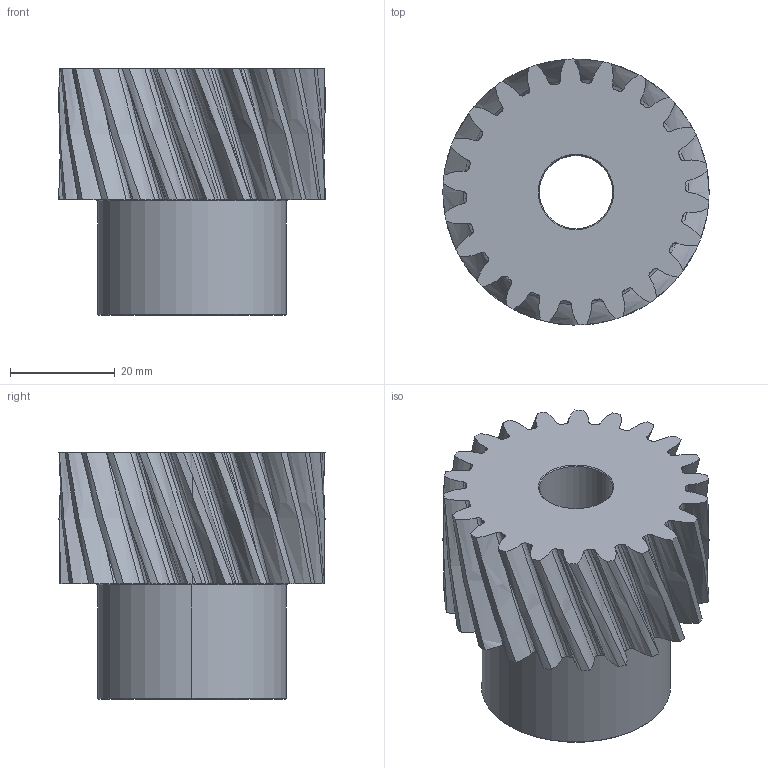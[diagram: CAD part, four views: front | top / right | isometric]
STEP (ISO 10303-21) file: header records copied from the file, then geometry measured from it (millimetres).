
FILE_DESCRIPTION(('STEP AP214'),'1');
FILE_NAME('127-020-022.stp','2017-05-02T15:21:07',('TraceParts'),('TraceParts S.A.'),'Spatial InterOp 3D',' ',' ');
FILE_SCHEMA(('automotive_design'));
Length unit declared in the file: millimetre
Products named in the file (1): 127-020-022
Bounding box: 50.69 x 50.68 x 47 mm (x, y, z)
Volume: 57352.6 mm3; surface area: 14834 mm2
Topology: 1 solids, 1 shells, 151 faces, 436 edges, 288 vertices
Faces by surface type: bspline 110, cylinder 30, cone 6, plane 3, torus 2
Entity records: 14915 total; most frequent: CARTESIAN_POINT 10674, ORIENTED_EDGE 872, EDGE_CURVE 436, DIRECTION 358, VERTEX_POINT 288, B_SPLINE_CURVE_WITH_KNOTS 176, AXIS2_PLACEMENT_3D 172, EDGE_LOOP 154
